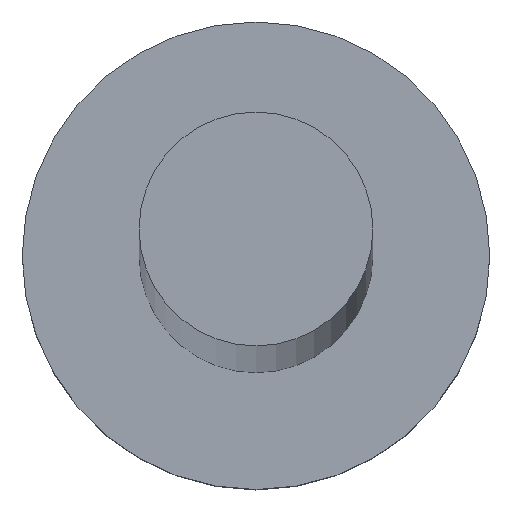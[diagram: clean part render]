
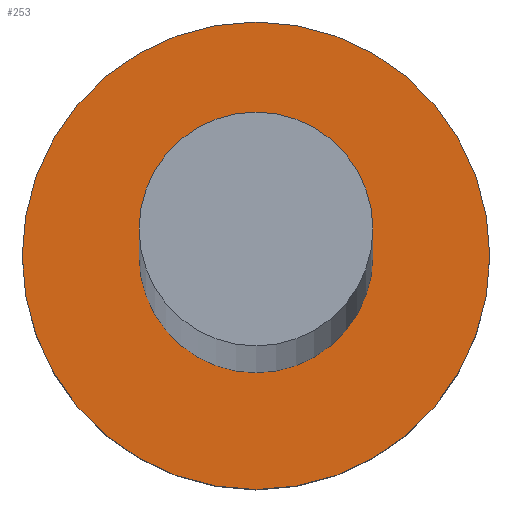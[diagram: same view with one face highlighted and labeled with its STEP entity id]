
A CAD part, top view. The second image highlights one B-rep face of the part: STEP entity #253.
In plain terms, the highlighted planar face has unit normal (0, 0, 1).
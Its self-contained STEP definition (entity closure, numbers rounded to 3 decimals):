
#2 = AXIS2_PLACEMENT_3D ( 'NONE', #80, #231, #79 ) ;
#5 = EDGE_LOOP ( 'NONE', ( #102, #24 ) ) ;
#20 = CARTESIAN_POINT ( 'NONE',  ( 0., 0., 1.5 ) ) ;
#24 = ORIENTED_EDGE ( 'NONE', *, *, #218, .T. ) ;
#27 = CARTESIAN_POINT ( 'NONE',  ( 0.75, 0., 1.5 ) ) ;
#31 = AXIS2_PLACEMENT_3D ( 'NONE', #62, #59, #220 ) ;
#38 = CARTESIAN_POINT ( 'NONE',  ( 0., 0., 1.5 ) ) ;
#39 = DIRECTION ( 'NONE',  ( 0., 0., 1. ) ) ;
#46 = VERTEX_POINT ( 'NONE', #66 ) ;
#49 = EDGE_CURVE ( 'NONE', #123, #46, #175, .T. ) ;
#59 = DIRECTION ( 'NONE',  ( 0., 0., 1. ) ) ;
#62 = CARTESIAN_POINT ( 'NONE',  ( 0., 0., 1.5 ) ) ;
#66 = CARTESIAN_POINT ( 'NONE',  ( -0.75, 0., 1.5 ) ) ;
#67 = CARTESIAN_POINT ( 'NONE',  ( 0., 0., 1.5 ) ) ;
#76 = DIRECTION ( 'NONE',  ( 1., 0., 0. ) ) ;
#79 = DIRECTION ( 'NONE',  ( 1., 0., 0. ) ) ;
#80 = CARTESIAN_POINT ( 'NONE',  ( 0., 0., 1.5 ) ) ;
#83 = AXIS2_PLACEMENT_3D ( 'NONE', #67, #128, #208 ) ;
#96 = PLANE ( 'NONE',  #2 ) ;
#102 = ORIENTED_EDGE ( 'NONE', *, *, #207, .T. ) ;
#103 = AXIS2_PLACEMENT_3D ( 'NONE', #38, #120, #251 ) ;
#105 = ORIENTED_EDGE ( 'NONE', *, *, #167, .F. ) ;
#120 = DIRECTION ( 'NONE',  ( 0., 0., 1. ) ) ;
#123 = VERTEX_POINT ( 'NONE', #27 ) ;
#128 = DIRECTION ( 'NONE',  ( 0., 0., 1. ) ) ;
#140 = VERTEX_POINT ( 'NONE', #192 ) ;
#141 = ORIENTED_EDGE ( 'NONE', *, *, #49, .F. ) ;
#151 = CIRCLE ( 'NONE', #31, 1.5 ) ;
#167 = EDGE_CURVE ( 'NONE', #46, #123, #205, .T. ) ;
#175 = CIRCLE ( 'NONE', #83, 0.75 ) ;
#176 = FACE_BOUND ( 'NONE', #204, .T. ) ;
#184 = AXIS2_PLACEMENT_3D ( 'NONE', #20, #39, #76 ) ;
#185 = VERTEX_POINT ( 'NONE', #234 ) ;
#192 = CARTESIAN_POINT ( 'NONE',  ( -1.5, 0., 1.5 ) ) ;
#201 = FACE_OUTER_BOUND ( 'NONE', #5, .T. ) ;
#204 = EDGE_LOOP ( 'NONE', ( #105, #141 ) ) ;
#205 = CIRCLE ( 'NONE', #184, 0.75 ) ;
#207 = EDGE_CURVE ( 'NONE', #140, #185, #228, .T. ) ;
#208 = DIRECTION ( 'NONE',  ( 1., 0., 0. ) ) ;
#218 = EDGE_CURVE ( 'NONE', #185, #140, #151, .T. ) ;
#220 = DIRECTION ( 'NONE',  ( 1., 0., 0. ) ) ;
#228 = CIRCLE ( 'NONE', #103, 1.5 ) ;
#231 = DIRECTION ( 'NONE',  ( 0., 0., 1. ) ) ;
#234 = CARTESIAN_POINT ( 'NONE',  ( 1.5, 0., 1.5 ) ) ;
#251 = DIRECTION ( 'NONE',  ( 1., 0., 0. ) ) ;
#253 = ADVANCED_FACE ( 'NONE', ( #176, #201 ), #96, .T. ) ;
